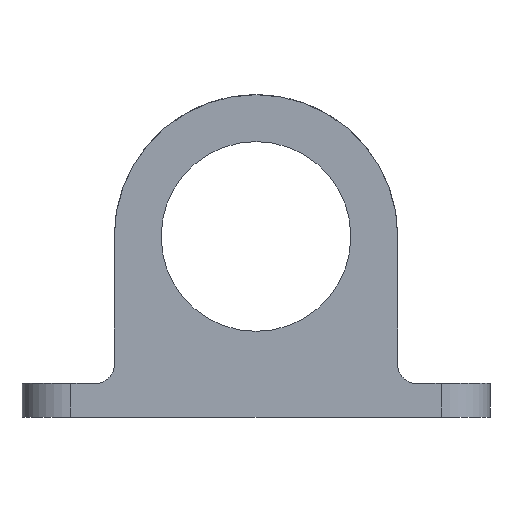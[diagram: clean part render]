
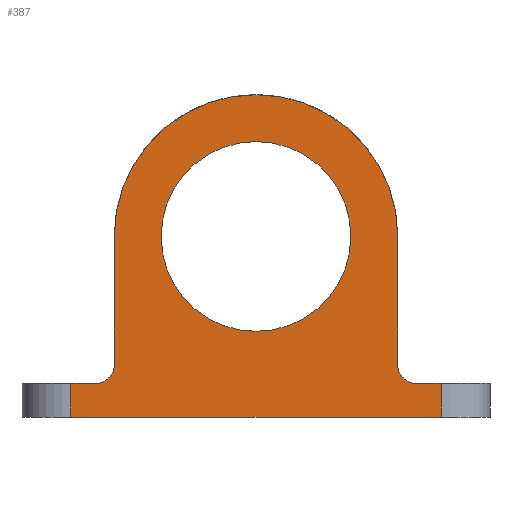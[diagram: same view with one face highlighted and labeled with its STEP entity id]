
A CAD part, front view. The second image highlights one B-rep face of the part: STEP entity #387.
In plain terms, the highlighted planar face has unit normal (0, -1, 0).
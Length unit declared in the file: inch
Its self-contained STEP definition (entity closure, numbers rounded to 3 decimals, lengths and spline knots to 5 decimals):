
#26=PLANE('',#447);
#31=LINE('',#660,#57);
#34=LINE('',#674,#60);
#49=LINE('',#725,#75);
#50=LINE('',#727,#76);
#51=LINE('',#740,#77);
#52=LINE('',#743,#78);
#53=LINE('',#744,#79);
#57=VECTOR('',#474,0.3937);
#60=VECTOR('',#487,0.3937);
#75=VECTOR('',#530,0.3937);
#76=VECTOR('',#533,0.3937);
#77=VECTOR('',#550,0.3937);
#78=VECTOR('',#553,0.3937);
#79=VECTOR('',#554,0.3937);
#89=FACE_BOUND('',#162,.T.);
#97=CIRCLE('',#416,0.125);
#100=CIRCLE('',#421,0.125);
#109=CIRCLE('',#436,0.9801);
#110=CIRCLE('',#440,0.656);
#132=FACE_OUTER_BOUND('',#161,.T.);
#161=EDGE_LOOP('',(#338,#339,#340,#341,#342,#343,#344,#345,#346,#347));
#162=EDGE_LOOP('',(#348));
#177=VERTEX_POINT('',#650);
#178=VERTEX_POINT('',#652);
#180=VERTEX_POINT('',#658);
#182=VERTEX_POINT('',#664);
#183=VERTEX_POINT('',#665);
#186=VERTEX_POINT('',#673);
#201=VERTEX_POINT('',#719);
#202=VERTEX_POINT('',#721);
#203=VERTEX_POINT('',#729);
#206=VERTEX_POINT('',#738);
#207=VERTEX_POINT('',#742);
#214=EDGE_CURVE('',#177,#178,#97,.T.);
#218=EDGE_CURVE('',#180,#177,#31,.T.);
#220=EDGE_CURVE('',#182,#183,#100,.T.);
#224=EDGE_CURVE('',#183,#186,#34,.T.);
#247=EDGE_CURVE('',#201,#202,#109,.T.);
#249=EDGE_CURVE('',#178,#201,#49,.T.);
#250=EDGE_CURVE('',#202,#182,#50,.T.);
#251=EDGE_CURVE('',#203,#203,#110,.T.);
#255=EDGE_CURVE('',#206,#186,#51,.T.);
#256=EDGE_CURVE('',#207,#206,#52,.T.);
#257=EDGE_CURVE('',#207,#180,#53,.T.);
#338=ORIENTED_EDGE('',*,*,#256,.T.);
#339=ORIENTED_EDGE('',*,*,#255,.T.);
#340=ORIENTED_EDGE('',*,*,#224,.F.);
#341=ORIENTED_EDGE('',*,*,#220,.F.);
#342=ORIENTED_EDGE('',*,*,#250,.F.);
#343=ORIENTED_EDGE('',*,*,#247,.F.);
#344=ORIENTED_EDGE('',*,*,#249,.F.);
#345=ORIENTED_EDGE('',*,*,#214,.F.);
#346=ORIENTED_EDGE('',*,*,#218,.F.);
#347=ORIENTED_EDGE('',*,*,#257,.F.);
#348=ORIENTED_EDGE('',*,*,#251,.T.);
#387=ADVANCED_FACE('',(#132,#89),#26,.T.);
#416=AXIS2_PLACEMENT_3D('',#653,#466,#467);
#421=AXIS2_PLACEMENT_3D('',#666,#479,#480);
#436=AXIS2_PLACEMENT_3D('',#722,#525,#526);
#440=AXIS2_PLACEMENT_3D('',#730,#536,#537);
#447=AXIS2_PLACEMENT_3D('',#741,#551,#552);
#466=DIRECTION('center_axis',(0.,-1.,0.));
#467=DIRECTION('ref_axis',(0.707,0.,-0.707));
#474=DIRECTION('',(1.,0.,0.));
#479=DIRECTION('center_axis',(0.,-1.,0.));
#480=DIRECTION('ref_axis',(-0.707,0.,-0.707));
#487=DIRECTION('',(1.,0.,0.));
#525=DIRECTION('center_axis',(0.,1.,0.));
#526=DIRECTION('ref_axis',(1.,0.,0.));
#530=DIRECTION('',(0.,0.,1.));
#533=DIRECTION('',(0.,0.,-1.));
#536=DIRECTION('center_axis',(0.,1.,0.));
#537=DIRECTION('ref_axis',(1.,0.,0.));
#550=DIRECTION('',(0.,0.,1.));
#551=DIRECTION('center_axis',(0.,-1.,0.));
#552=DIRECTION('ref_axis',(1.,0.,0.));
#553=DIRECTION('',(1.,0.,0.));
#554=DIRECTION('',(0.,0.,1.));
#650=CARTESIAN_POINT('',(0.17235,-1.,0.235));
#652=CARTESIAN_POINT('',(0.29735,-1.,0.36));
#653=CARTESIAN_POINT('Origin',(0.17235,-1.,0.36));
#658=CARTESIAN_POINT('',(-0.00195,-1.,0.235));
#660=CARTESIAN_POINT('',(-0.00195,-1.,0.235));
#664=CARTESIAN_POINT('',(2.25756,-1.,0.36));
#665=CARTESIAN_POINT('',(2.38256,-1.,0.235));
#666=CARTESIAN_POINT('Origin',(2.38256,-1.,0.36));
#673=CARTESIAN_POINT('',(2.55686,-1.,0.235));
#674=CARTESIAN_POINT('',(2.25756,-1.,0.235));
#719=CARTESIAN_POINT('',(0.29735,-1.,1.25));
#721=CARTESIAN_POINT('',(2.25756,-1.,1.25));
#722=CARTESIAN_POINT('Origin',(1.27745,-1.,1.25));
#725=CARTESIAN_POINT('',(0.29735,-1.,0.97125));
#727=CARTESIAN_POINT('',(2.25756,-1.,0.41375));
#729=CARTESIAN_POINT('',(0.62145,-1.,1.25));
#730=CARTESIAN_POINT('Origin',(1.27745,-1.,1.25));
#738=CARTESIAN_POINT('',(2.55686,-1.,0.));
#740=CARTESIAN_POINT('',(2.55686,-1.,0.));
#741=CARTESIAN_POINT('Origin',(-0.00195,-1.,0.));
#742=CARTESIAN_POINT('',(-0.00195,-1.,0.));
#743=CARTESIAN_POINT('',(-0.00195,-1.,0.));
#744=CARTESIAN_POINT('',(-0.00195,-1.,0.));
